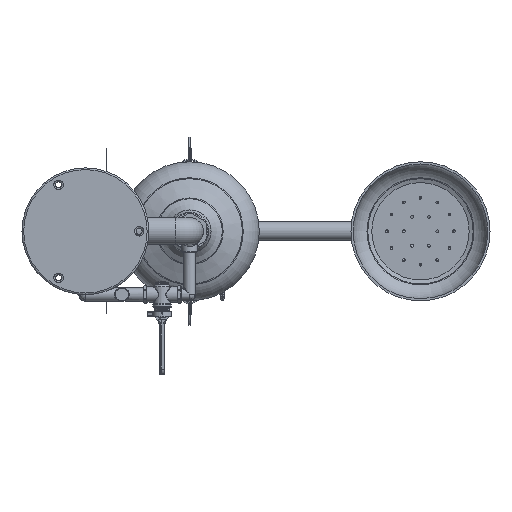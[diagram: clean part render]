
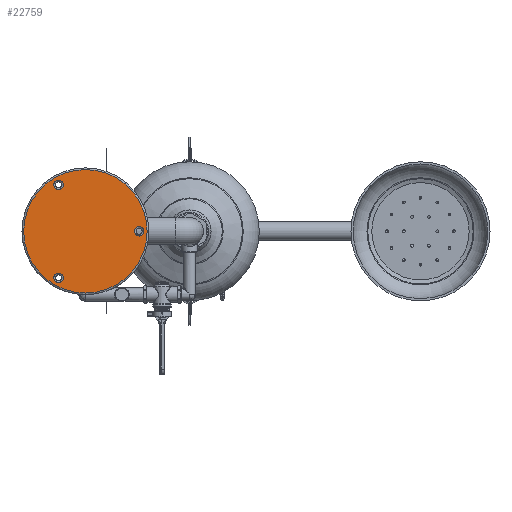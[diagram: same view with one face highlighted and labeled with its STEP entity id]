
A CAD part, front view. The second image highlights one B-rep face of the part: STEP entity #22759.
In plain terms, the highlighted planar face has unit normal (0, -1, 0).
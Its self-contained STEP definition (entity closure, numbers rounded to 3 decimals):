
#1153=FACE_BOUND('',#6891,.T.);
#1154=FACE_BOUND('',#6892,.T.);
#1155=FACE_BOUND('',#6893,.T.);
#4454=PLANE('',#24621);
#5325=FACE_OUTER_BOUND('',#6890,.T.);
#6890=EDGE_LOOP('',(#16785));
#6891=EDGE_LOOP('',(#16786));
#6892=EDGE_LOOP('',(#16787));
#6893=EDGE_LOOP('',(#16788));
#8509=CIRCLE('',#24610,111.);
#8511=CIRCLE('',#24614,8.5);
#8513=CIRCLE('',#24618,8.5);
#8515=CIRCLE('',#24622,8.5);
#10232=VERTEX_POINT('',#38745);
#10234=VERTEX_POINT('',#38751);
#10236=VERTEX_POINT('',#38757);
#10238=VERTEX_POINT('',#38763);
#12627=EDGE_CURVE('',#10232,#10232,#8509,.T.);
#12629=EDGE_CURVE('',#10234,#10234,#8511,.T.);
#12631=EDGE_CURVE('',#10236,#10236,#8513,.T.);
#12633=EDGE_CURVE('',#10238,#10238,#8515,.T.);
#16785=ORIENTED_EDGE('',*,*,#12627,.F.);
#16786=ORIENTED_EDGE('',*,*,#12631,.F.);
#16787=ORIENTED_EDGE('',*,*,#12629,.F.);
#16788=ORIENTED_EDGE('',*,*,#12633,.F.);
#22759=ADVANCED_FACE('',(#5325,#1153,#1154,#1155),#4454,.T.);
#24610=AXIS2_PLACEMENT_3D('',#38746,#28616,#28617);
#24614=AXIS2_PLACEMENT_3D('',#38752,#28624,#28625);
#24618=AXIS2_PLACEMENT_3D('',#38758,#28632,#28633);
#24621=AXIS2_PLACEMENT_3D('',#38762,#28638,#28639);
#24622=AXIS2_PLACEMENT_3D('',#38764,#28640,#28641);
#28616=DIRECTION('center_axis',(0.,1.,0.));
#28617=DIRECTION('ref_axis',(1.,0.,0.));
#28624=DIRECTION('center_axis',(0.,-1.,0.));
#28625=DIRECTION('ref_axis',(1.,0.,0.));
#28632=DIRECTION('center_axis',(0.,-1.,0.));
#28633=DIRECTION('ref_axis',(-0.5,0.,0.866));
#28638=DIRECTION('center_axis',(0.,-1.,0.));
#28639=DIRECTION('ref_axis',(0.,0.,-1.));
#28640=DIRECTION('center_axis',(0.,-1.,0.));
#28641=DIRECTION('ref_axis',(-0.5,0.,-0.866));
#38745=CARTESIAN_POINT('',(-111.,0.,0.));
#38746=CARTESIAN_POINT('Origin',(0.,0.,
0.));
#38751=CARTESIAN_POINT('',(88.,0.,0.));
#38752=CARTESIAN_POINT('Origin',(96.5,0.,0.));
#38757=CARTESIAN_POINT('',(-44.,0.,76.21));
#38758=CARTESIAN_POINT('Origin',(-48.25,0.,
83.571));
#38762=CARTESIAN_POINT('Origin',(57.,0.,0.));
#38763=CARTESIAN_POINT('',(-44.,0.,-76.21));
#38764=CARTESIAN_POINT('Origin',(-48.25,0.,-83.571));
